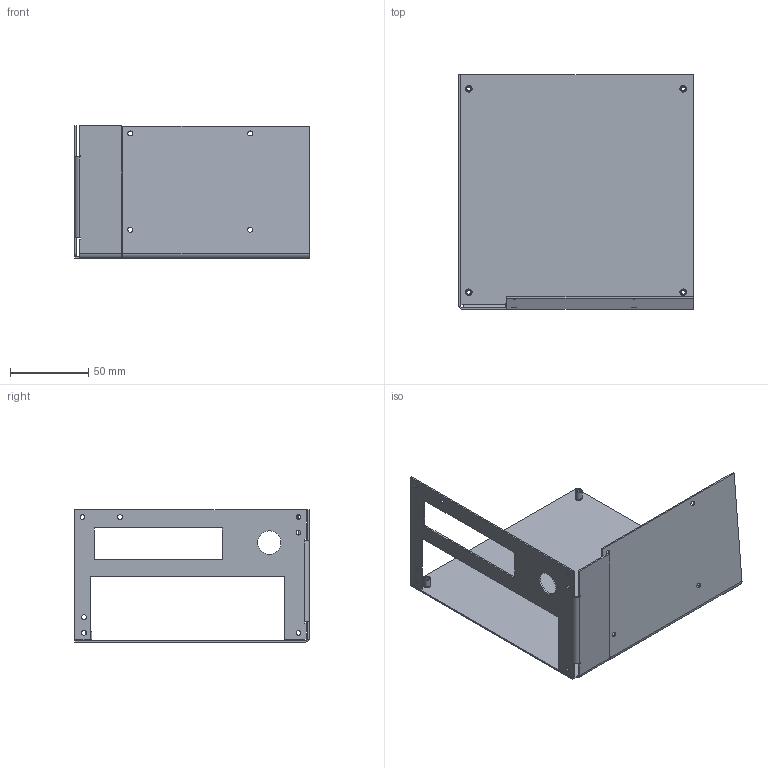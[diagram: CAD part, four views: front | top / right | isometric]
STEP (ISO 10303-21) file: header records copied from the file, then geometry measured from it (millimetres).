
FILE_DESCRIPTION(('FreeCAD Model'),'2;1');
FILE_NAME('Open CASCADE Shape Model','2024-09-11T21:42:04',('FreeCAD'),( 'FreeCAD'),'Open CASCADE STEP processor 7.6','FreeCAD','Unknown');
FILE_SCHEMA(('AUTOMOTIVE_DESIGN { 1 0 10303 214 1 1 1 1 }'));
Length unit declared in the file: millimetre
Products named in the file (1): Open CASCADE STEP translator 7.6 1
Bounding box: 150 x 150 x 84.75 mm (x, y, z)
Volume: 40288.3 mm3; surface area: 82616.9 mm2
Topology: 5 solids, 5 shells, 178 faces, 408 edges, 264 vertices
Faces by surface type: cylinder 86, plane 76, cone 16
Full cylindrical faces by diameter (mm): 3 x7, 3.2 x4, 4.22 x4, 15 x1
Entity records: 5154 total; most frequent: DIRECTION 954, CARTESIAN_POINT 851, ORIENTED_EDGE 816, EDGE_CURVE 408, AXIS2_PLACEMENT_3D 367, VERTEX_POINT 264, FACE_BOUND 244, EDGE_LOOP 244
